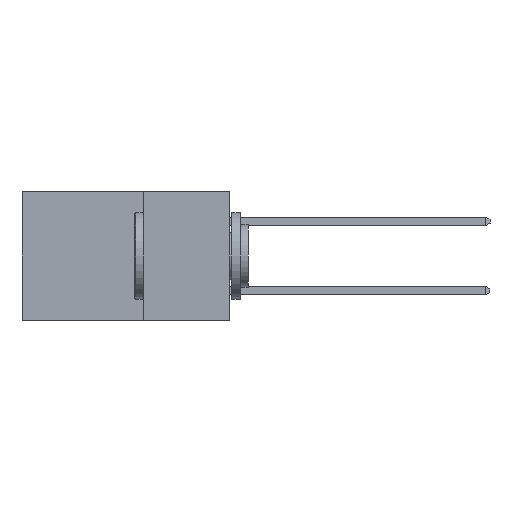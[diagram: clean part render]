
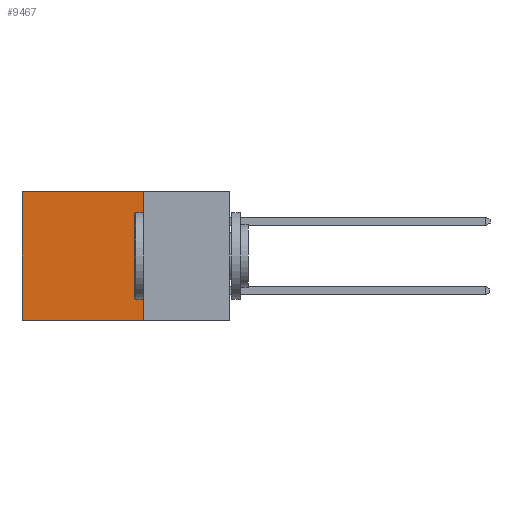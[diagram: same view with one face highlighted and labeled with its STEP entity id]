
A CAD part, left-side view. The second image highlights one B-rep face of the part: STEP entity #9467.
In plain terms, the highlighted planar face has unit normal (-1, 0, 0).
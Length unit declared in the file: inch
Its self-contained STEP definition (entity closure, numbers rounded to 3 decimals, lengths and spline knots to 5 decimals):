
#1287 = LINE ( 'NONE', #12517, #17019 ) ;
#1460 = FACE_OUTER_BOUND ( 'NONE', #5681, .T. ) ;
#1509 = VERTEX_POINT ( 'NONE', #10700 ) ;
#2427 = EDGE_CURVE ( 'NONE', #1509, #7806, #18511, .T. ) ;
#3068 = CARTESIAN_POINT ( 'NONE',  ( 0.298, 0.25, -0.37 ) ) ;
#3140 = VECTOR ( 'NONE', #7249, 39.37008 ) ;
#3802 = ORIENTED_EDGE ( 'NONE', *, *, #18327, .T. ) ;
#4985 = CARTESIAN_POINT ( 'NONE',  ( 0.298, 0.25, 0. ) ) ;
#5353 = CARTESIAN_POINT ( 'NONE',  ( 0.298, 0.25, 0. ) ) ;
#5681 = EDGE_LOOP ( 'NONE', ( #9610, #12409, #17107, #3802 ) ) ;
#6747 = VECTOR ( 'NONE', #12635, 39.37008 ) ;
#6865 = DIRECTION ( 'NONE',  ( 1., 0., 0. ) ) ;
#7249 = DIRECTION ( 'NONE',  ( 0., 1., 0. ) ) ;
#7316 = CARTESIAN_POINT ( 'NONE',  ( 0.298, 0.25, -0.37 ) ) ;
#7806 = VERTEX_POINT ( 'NONE', #3068 ) ;
#7953 = EDGE_CURVE ( 'NONE', #8686, #11640, #1287, .T. ) ;
#8686 = VERTEX_POINT ( 'NONE', #17481 ) ;
#9467 = ADVANCED_FACE ( 'NONE', ( #1460 ), #14585, .F. ) ;
#9610 = ORIENTED_EDGE ( 'NONE', *, *, #7953, .T. ) ;
#9954 = VECTOR ( 'NONE', #18300, 39.37008 ) ;
#10700 = CARTESIAN_POINT ( 'NONE',  ( 0.298, 0.25, 0. ) ) ;
#11176 = AXIS2_PLACEMENT_3D ( 'NONE', #5353, #6865, #17578 ) ;
#11242 = LINE ( 'NONE', #7316, #3140 ) ;
#11640 = VERTEX_POINT ( 'NONE', #13475 ) ;
#12409 = ORIENTED_EDGE ( 'NONE', *, *, #13034, .F. ) ;
#12517 = CARTESIAN_POINT ( 'NONE',  ( 0.298, 0.6, 0. ) ) ;
#12635 = DIRECTION ( 'NONE',  ( 0., 1., 0. ) ) ;
#13034 = EDGE_CURVE ( 'NONE', #7806, #11640, #11242, .T. ) ;
#13475 = CARTESIAN_POINT ( 'NONE',  ( 0.298, 0.6, -0.37 ) ) ;
#14029 = DIRECTION ( 'NONE',  ( 0., 0., -1. ) ) ;
#14585 = PLANE ( 'NONE',  #11176 ) ;
#15428 = CARTESIAN_POINT ( 'NONE',  ( 0.298, 0.25, 0. ) ) ;
#17019 = VECTOR ( 'NONE', #14029, 39.37008 ) ;
#17107 = ORIENTED_EDGE ( 'NONE', *, *, #2427, .F. ) ;
#17481 = CARTESIAN_POINT ( 'NONE',  ( 0.298, 0.6, 0. ) ) ;
#17578 = DIRECTION ( 'NONE',  ( 0., 0., -1. ) ) ;
#18300 = DIRECTION ( 'NONE',  ( 0., 0., -1. ) ) ;
#18327 = EDGE_CURVE ( 'NONE', #1509, #8686, #19416, .T. ) ;
#18511 = LINE ( 'NONE', #15428, #9954 ) ;
#19416 = LINE ( 'NONE', #4985, #6747 ) ;
